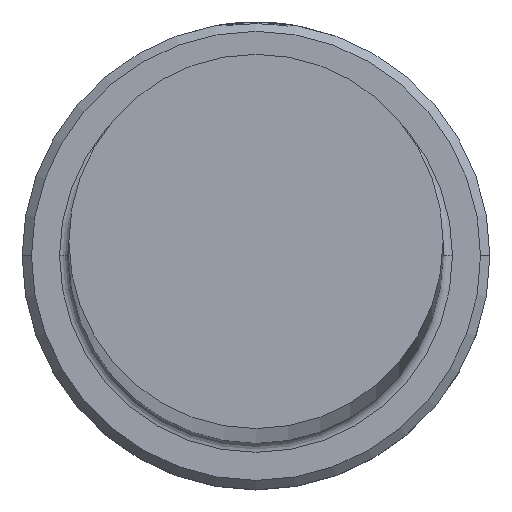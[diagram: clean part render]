
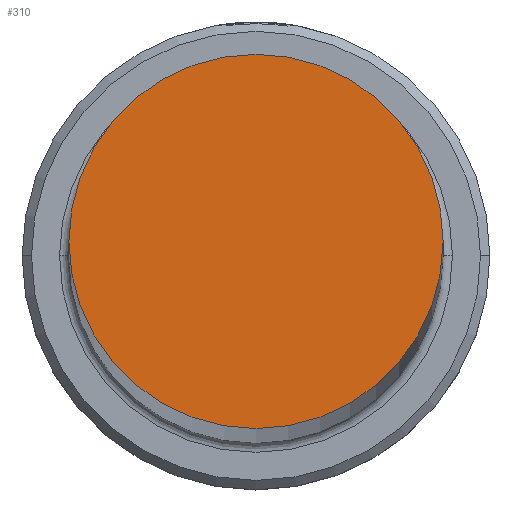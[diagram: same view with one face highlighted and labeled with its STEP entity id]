
A CAD part, top view. The second image highlights one B-rep face of the part: STEP entity #310.
In plain terms, the highlighted planar face has unit normal (0, 0, 1).
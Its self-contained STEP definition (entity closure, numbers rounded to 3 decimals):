
#111 = FACE_OUTER_BOUND ( 'NONE', #969, .T. ) ;
#135 = EDGE_CURVE ( 'NONE', #697, #726, #199, .T. ) ;
#136 = AXIS2_PLACEMENT_3D ( 'NONE', #340, #1138, #1068 ) ;
#173 = ORIENTED_EDGE ( 'NONE', *, *, #135, .T. ) ;
#199 = CIRCLE ( 'NONE', #136, 10. ) ;
#235 = CARTESIAN_POINT ( 'NONE',  ( 0., 0., 450. ) ) ;
#310 = ADVANCED_FACE ( 'NONE', ( #111 ), #315, .T. ) ;
#315 = PLANE ( 'NONE',  #1155 ) ;
#334 = DIRECTION ( 'NONE',  ( 1., 0., 0. ) ) ;
#340 = CARTESIAN_POINT ( 'NONE',  ( 0., 0., 450. ) ) ;
#479 = CARTESIAN_POINT ( 'NONE',  ( -10., 0., 450. ) ) ;
#697 = VERTEX_POINT ( 'NONE', #922 ) ;
#715 = ORIENTED_EDGE ( 'NONE', *, *, #996, .T. ) ;
#726 = VERTEX_POINT ( 'NONE', #479 ) ;
#883 = DIRECTION ( 'NONE',  ( 0., 0., 1. ) ) ;
#899 = CIRCLE ( 'NONE', #1191, 10. ) ;
#922 = CARTESIAN_POINT ( 'NONE',  ( 10., 0., 450. ) ) ;
#969 = EDGE_LOOP ( 'NONE', ( #715, #173 ) ) ;
#996 = EDGE_CURVE ( 'NONE', #726, #697, #899, .T. ) ;
#1024 = DIRECTION ( 'NONE',  ( 1., 0., 0. ) ) ;
#1029 = DIRECTION ( 'NONE',  ( 0., 0., 1. ) ) ;
#1033 = CARTESIAN_POINT ( 'NONE',  ( 0., 0., 450. ) ) ;
#1068 = DIRECTION ( 'NONE',  ( 1., 0., 0. ) ) ;
#1138 = DIRECTION ( 'NONE',  ( 0., 0., 1. ) ) ;
#1155 = AXIS2_PLACEMENT_3D ( 'NONE', #1033, #1029, #1024 ) ;
#1191 = AXIS2_PLACEMENT_3D ( 'NONE', #235, #883, #334 ) ;
